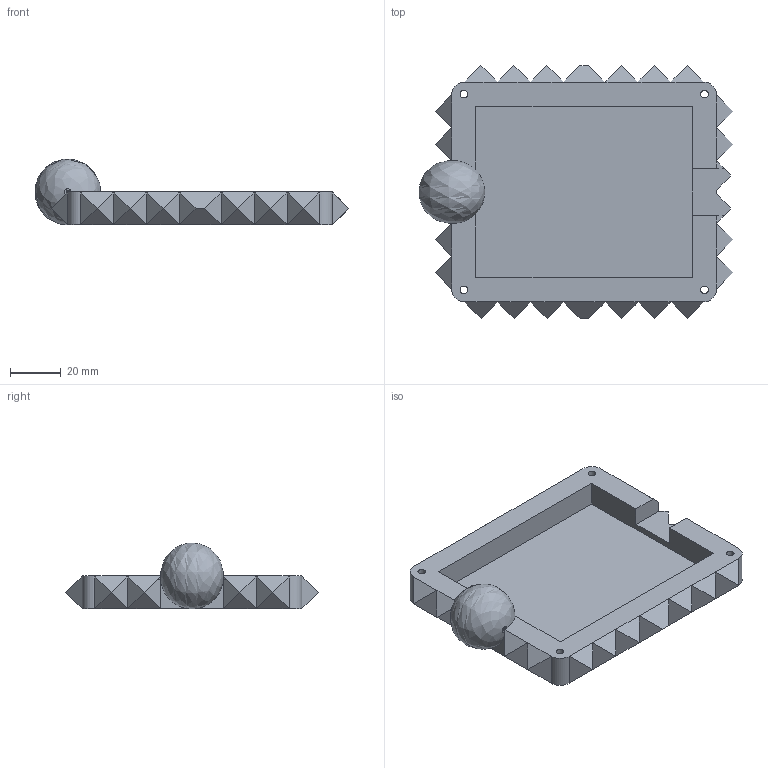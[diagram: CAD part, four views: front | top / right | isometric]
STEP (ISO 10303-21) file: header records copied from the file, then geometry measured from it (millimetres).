
FILE_DESCRIPTION(/* description */ ('STEP AP242'),/* implementation_level */ '2;1');
FILE_NAME(/* name */ 'PORCUPAD BASE.step',/* time_stamp */ '2025-08-07T20:26:01+01:00',/* author */ (''),/* organization */ (''),/* preprocessor_version */ 'ST-DEVELOPER v20.1',/* originating_system */ 'Autodesk Translation Framework v14.10.0.0',/* authorisation */ '');
FILE_SCHEMA (('AUTOMOTIVE_DESIGN { 1 0 10303 214 3 1 1 }'));
Length unit declared in the file: metre
Products named in the file (8): 2025-07-31-04-18-57-910; Part 6; Part 4; Part 5; Part 1; Part 2; Part 7; Part 3
Assembly tree (7 placements, depth 2):
  2025-07-31-04-18-57-910
    Part 6
    Part 4
    Part 5
    Part 1
    Part 2
    Part 7
    Part 3
Bounding box: 123.82 x 99.67 x 25.96 mm (x, y, z)
Volume: 80107 mm3; surface area: 31114.4 mm2
Topology: 2 solids, 2 shells, 136 faces, 275 edges, 143 vertices
Faces by surface type: plane 119, cylinder 13, cone 2, bspline 2
Full cylindrical faces by diameter (mm): 3 x4, 6 x4
Entity records: 3725 total; most frequent: CARTESIAN_POINT 696, DIRECTION 605, ORIENTED_EDGE 546, EDGE_CURVE 273, LINE 233, VECTOR 233, AXIS2_PLACEMENT_3D 186, EDGE_LOOP 148
